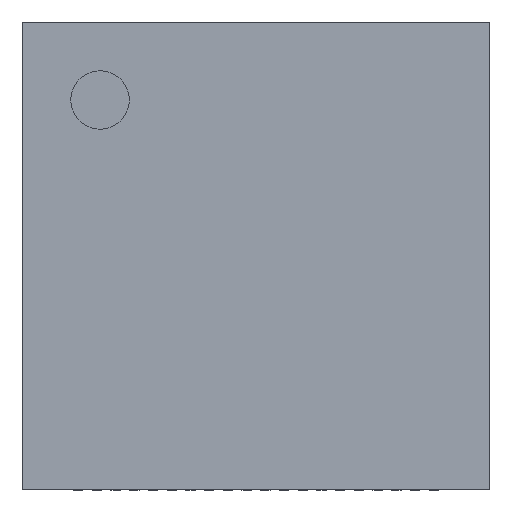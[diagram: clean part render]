
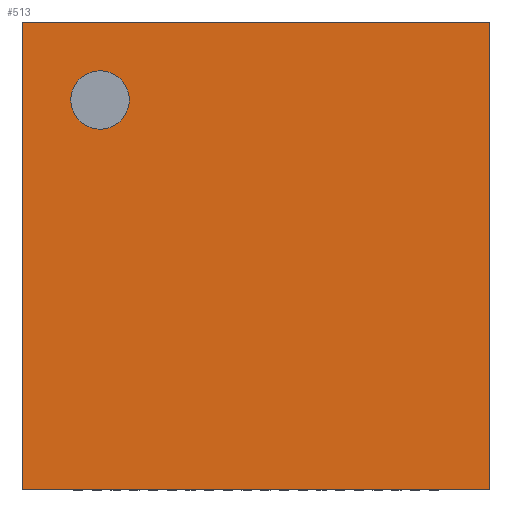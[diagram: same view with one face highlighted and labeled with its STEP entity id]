
A CAD part, top view. The second image highlights one B-rep face of the part: STEP entity #513.
In plain terms, the highlighted planar face has unit normal (0, 0, 1).
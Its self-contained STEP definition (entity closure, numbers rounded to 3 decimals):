
#449 = VERTEX_POINT('',#450);
#450 = CARTESIAN_POINT('',(0.,0.,0.9));
#465 = VERTEX_POINT('',#466);
#466 = CARTESIAN_POINT('',(0.,10.,0.9));
#472 = EDGE_CURVE('',#449,#465,#473,.T.);
#473 = LINE('',#474,#475);
#474 = CARTESIAN_POINT('',(0.,0.,0.9));
#475 = VECTOR('',#476,1.);
#476 = DIRECTION('',(0.,1.,0.));
#495 = EDGE_CURVE('',#449,#496,#498,.T.);
#496 = VERTEX_POINT('',#497);
#497 = CARTESIAN_POINT('',(10.,0.,0.9));
#498 = LINE('',#499,#500);
#499 = CARTESIAN_POINT('',(0.,0.,0.9));
#500 = VECTOR('',#501,1.);
#501 = DIRECTION('',(1.,0.,0.));
#513 = ADVANCED_FACE('',(#514,#532),#543,.T.);
#514 = FACE_BOUND('',#515,.T.);
#515 = EDGE_LOOP('',(#516,#517,#518,#526));
#516 = ORIENTED_EDGE('',*,*,#472,.F.);
#517 = ORIENTED_EDGE('',*,*,#495,.T.);
#518 = ORIENTED_EDGE('',*,*,#519,.T.);
#519 = EDGE_CURVE('',#496,#520,#522,.T.);
#520 = VERTEX_POINT('',#521);
#521 = CARTESIAN_POINT('',(10.,10.,0.9));
#522 = LINE('',#523,#524);
#523 = CARTESIAN_POINT('',(10.,0.,0.9));
#524 = VECTOR('',#525,1.);
#525 = DIRECTION('',(0.,1.,0.));
#526 = ORIENTED_EDGE('',*,*,#527,.F.);
#527 = EDGE_CURVE('',#465,#520,#528,.T.);
#528 = LINE('',#529,#530);
#529 = CARTESIAN_POINT('',(0.,10.,0.9));
#530 = VECTOR('',#531,1.);
#531 = DIRECTION('',(1.,0.,0.));
#532 = FACE_BOUND('',#533,.T.);
#533 = EDGE_LOOP('',(#534));
#534 = ORIENTED_EDGE('',*,*,#535,.F.);
#535 = EDGE_CURVE('',#536,#536,#538,.T.);
#536 = VERTEX_POINT('',#537);
#537 = CARTESIAN_POINT('',(2.292,8.333,0.9));
#538 = CIRCLE('',#539,0.625);
#539 = AXIS2_PLACEMENT_3D('',#540,#541,#542);
#540 = CARTESIAN_POINT('',(1.667,8.333,0.9));
#541 = DIRECTION('',(0.,0.,1.));
#542 = DIRECTION('',(1.,0.,0.));
#543 = PLANE('',#544);
#544 = AXIS2_PLACEMENT_3D('',#545,#546,#547);
#545 = CARTESIAN_POINT('',(0.,0.,0.9));
#546 = DIRECTION('',(0.,0.,1.));
#547 = DIRECTION('',(1.,0.,0.));
